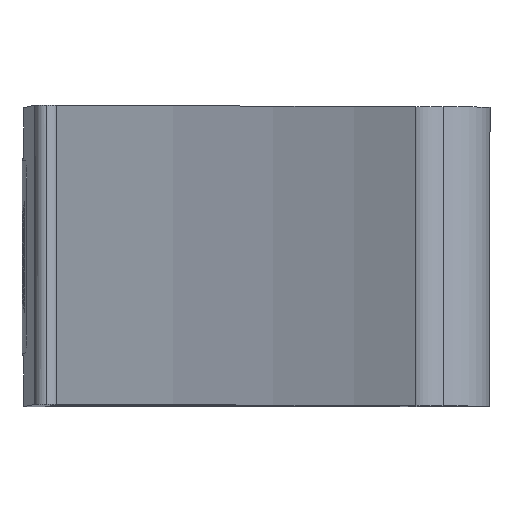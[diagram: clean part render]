
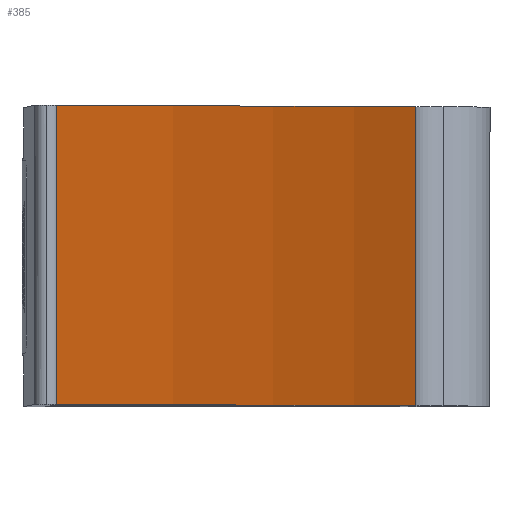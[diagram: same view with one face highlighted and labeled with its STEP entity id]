
A CAD part, top view. The second image highlights one B-rep face of the part: STEP entity #385.
In plain terms, the highlighted cylindrical face has radius 247.454 mm (diameter 494.908 mm), a partial arc.
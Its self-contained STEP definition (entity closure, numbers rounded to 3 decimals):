
#196=CARTESIAN_POINT('Vertex',(33.527,-25.8,-47.185)) ;
#201=CARTESIAN_POINT('Line Origine',(33.527,-25.8,-47.185)) ;
#205=CARTESIAN_POINT('Vertex',(33.527,0.,-47.185)) ;
#342=CARTESIAN_POINT('Vertex',(1.846,0.,-122.898)) ;
#345=CARTESIAN_POINT('Line Origine',(1.846,-25.8,-122.898)) ;
#349=CARTESIAN_POINT('Vertex',(1.846,-25.8,-122.898)) ;
#364=CARTESIAN_POINT('Axis2P3D Location',(-207.428,-25.8,9.155)) ;
#369=CARTESIAN_POINT('Axis2P3D Location',(-207.428,-25.8,9.155)) ;
#374=CARTESIAN_POINT('Axis2P3D Location',(-207.428,0.,9.155)) ;
#202=DIRECTION('Vector Direction',(0.,-1.,0.)) ;
#346=DIRECTION('Vector Direction',(0.,1.,0.)) ;
#365=DIRECTION('Axis2P3D Direction',(0.,1.,0.)) ;
#366=DIRECTION('Axis2P3D XDirection',(0.,0.,1.)) ;
#370=DIRECTION('Axis2P3D Direction',(0.,1.,0.)) ;
#375=DIRECTION('Axis2P3D Direction',(0.,1.,0.)) ;
#367=AXIS2_PLACEMENT_3D('Cylinder Axis2P3D',#364,#365,#366) ;
#371=AXIS2_PLACEMENT_3D('Circle Axis2P3D',#369,#370,$) ;
#376=AXIS2_PLACEMENT_3D('Circle Axis2P3D',#374,#375,$) ;
#380=ORIENTED_EDGE('',*,*,#373,.F.) ;
#381=ORIENTED_EDGE('',*,*,#351,.T.) ;
#382=ORIENTED_EDGE('',*,*,#378,.T.) ;
#383=ORIENTED_EDGE('',*,*,#207,.T.) ;
#203=VECTOR('Line Direction',#202,1.) ;
#347=VECTOR('Line Direction',#346,1.) ;
#385=ADVANCED_FACE('soft_gripper_finger',(#384),#368,.T.) ;
#372=CIRCLE('generated circle',#371,247.454) ;
#377=CIRCLE('generated circle',#376,247.454) ;
#368=CYLINDRICAL_SURFACE('generated cylinder',#367,247.454) ;
#207=EDGE_CURVE('',#206,#197,#204,.T.) ;
#351=EDGE_CURVE('',#350,#343,#348,.T.) ;
#373=EDGE_CURVE('',#350,#197,#372,.F.) ;
#378=EDGE_CURVE('',#343,#206,#377,.F.) ;
#379=EDGE_LOOP('',(#380,#381,#382,#383)) ;
#384=FACE_OUTER_BOUND('',#379,.T.) ;
#204=LINE('Line',#201,#203) ;
#348=LINE('Line',#345,#347) ;
#197=VERTEX_POINT('',#196) ;
#206=VERTEX_POINT('',#205) ;
#343=VERTEX_POINT('',#342) ;
#350=VERTEX_POINT('',#349) ;
